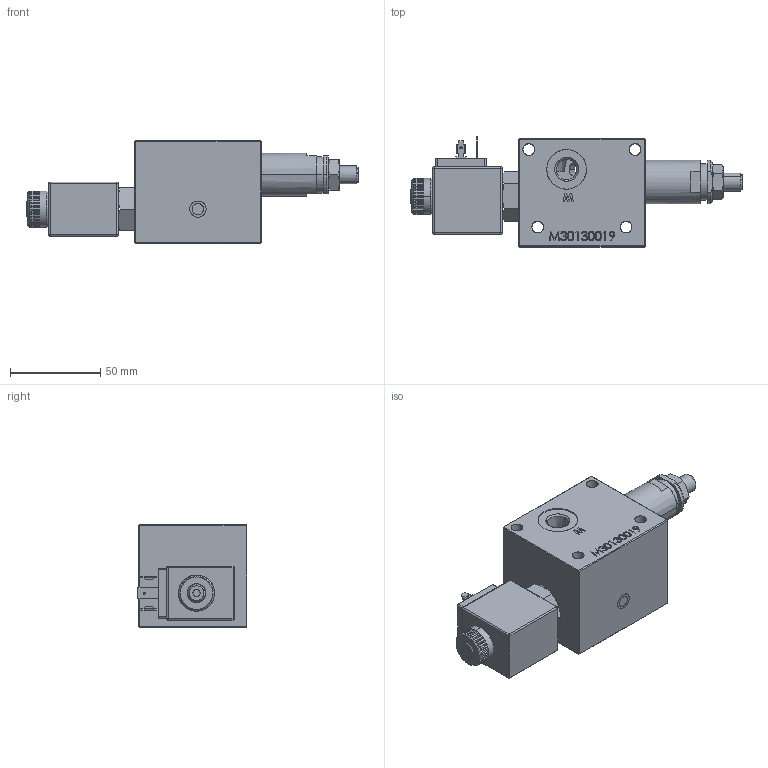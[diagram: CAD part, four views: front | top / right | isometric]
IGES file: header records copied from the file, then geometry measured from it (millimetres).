
Start section: SolidWorks IGES file using analytic representation for surfaces
Global section: file name: FE10PS31C--S12.igs; native system: SolidWorks 2014; preprocessor: SolidWorks 2014; author: serviziopdm; date: 151126.093920; units: millimetre
Bounding box: 184.2 x 61 x 57 mm (x, y, z)
Surface area: 46221 mm2 (no closed solid volume)
Topology: 0 solids, 0 shells, 604 faces, 7879 edges, 7871 vertices
Faces by surface type: bspline 468, revolution 136
